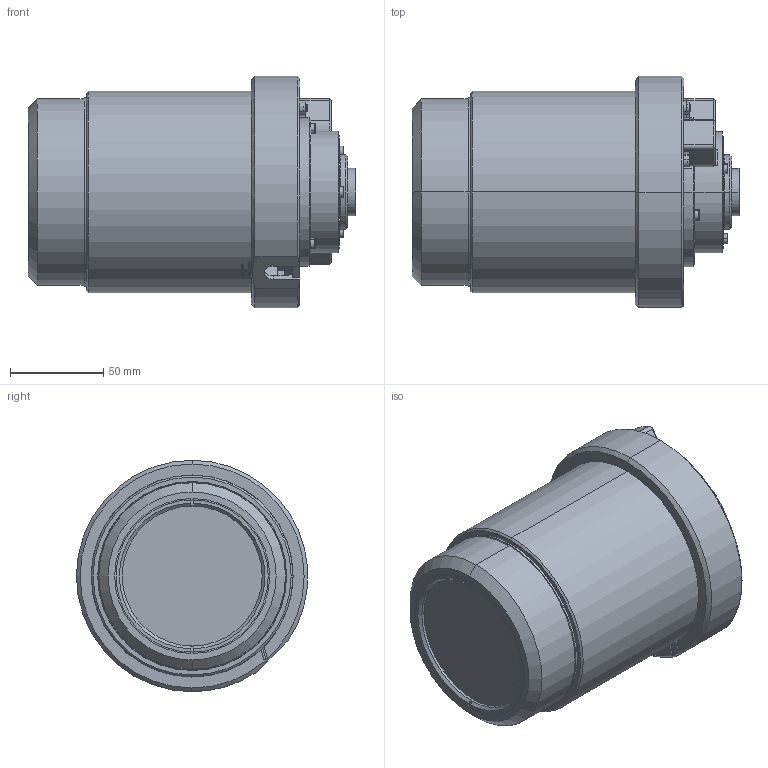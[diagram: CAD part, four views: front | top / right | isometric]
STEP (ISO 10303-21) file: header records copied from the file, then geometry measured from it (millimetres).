
FILE_DESCRIPTION (( 'STEP AP214' ), '1' );
FILE_NAME ('MZMT105X-C.STEP', '2015-08-12T08:43:54', ( '' ), ( '' ), 'SwSTEP 2.0', 'SolidWorks 2013', '' );
FILE_SCHEMA (( 'AUTOMOTIVE_DESIGN' ));
Length unit declared in the file: millimetre
Products named in the file (1): MZMT105X-C
Bounding box: 175.64 x 123.85 x 124 mm (x, y, z)
Surface area: 100489.3 mm2 (no closed solid volume)
Topology: 0 solids, 47 shells, 403 faces, 1278 edges, 919 vertices
Faces by surface type: plane 178, cylinder 162, cone 33, torus 28, sphere 2
Entity records: 18796 total; most frequent: CARTESIAN_POINT 2853, DIRECTION 2608, ORIENTED_EDGE 1967, EDGE_CURVE 1278, AXIS2_PLACEMENT_3D 964, VERTEX_POINT 919, LINE 680, VECTOR 680
